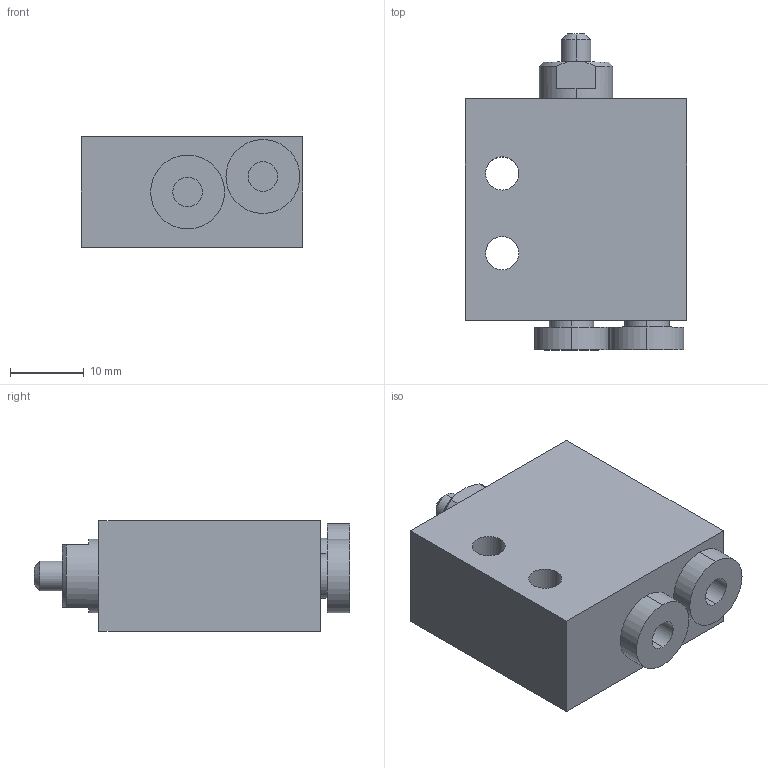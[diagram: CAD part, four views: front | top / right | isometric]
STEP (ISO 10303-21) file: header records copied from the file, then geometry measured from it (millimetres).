
FILE_DESCRIPTION (( 'STEP AP214' ), '1' );
FILE_NAME ('EVP-AA-PL.step', '2018-03-21T19:05:38', ( '' ), ( '' ), 'SwSTEP 2.0', 'SolidWorks 2017', '' );
FILE_SCHEMA (( 'AUTOMOTIVE_DESIGN' ));
Length unit declared in the file: inch
Products named in the file (1): EVP-AA-PL
Bounding box: 30 x 42.8 x 15 mm (x, y, z)
Volume: 13796.4 mm3; surface area: 4811 mm2
Topology: 1 solids, 1 shells, 51 faces, 112 edges, 74 vertices
Faces by surface type: cylinder 26, plane 21, cone 4
Entity records: 2145 total; most frequent: DIRECTION 272, CARTESIAN_POINT 250, ORIENTED_EDGE 224, AXIS2_PLACEMENT_3D 112, EDGE_CURVE 112, VERTEX_POINT 74, EDGE_LOOP 66, CIRCLE 60
